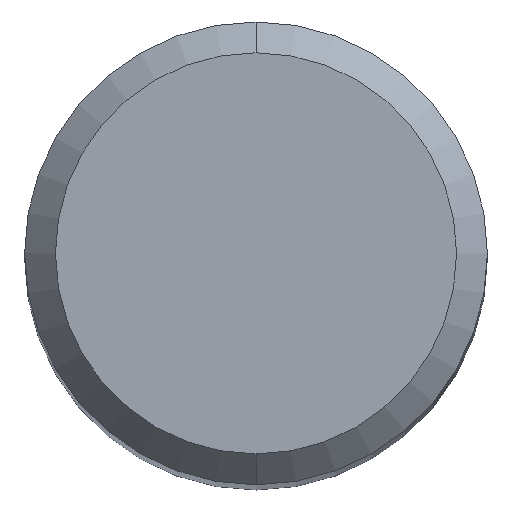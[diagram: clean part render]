
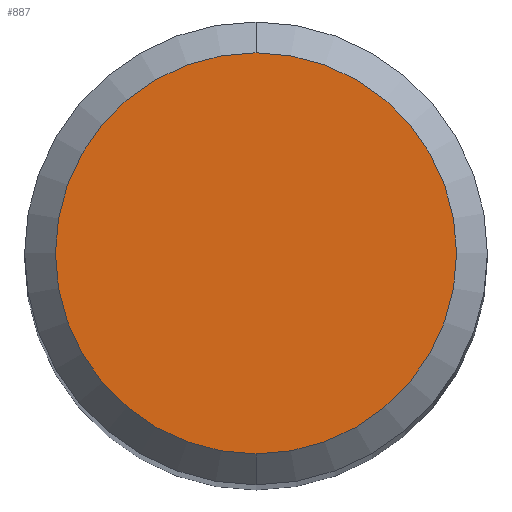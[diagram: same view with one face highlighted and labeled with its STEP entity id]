
A CAD part, top view. The second image highlights one B-rep face of the part: STEP entity #887.
In plain terms, the highlighted planar face has unit normal (0, 0, 1).
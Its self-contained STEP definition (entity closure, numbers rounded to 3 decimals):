
#523=VERTEX_POINT('',#1272);
#719=EDGE_CURVE('',#1081,#523,#1486,.T.);
#887=ADVANCED_FACE('',(#1670),#1671,.T.);
#1035=EDGE_CURVE('',#523,#1081,#1832,.T.);
#1081=VERTEX_POINT('',#1882);
#1272=CARTESIAN_POINT('',(0.,-2.6,0.0));
#1486=CIRCLE('',#4248,2.6);
#1670=FACE_OUTER_BOUND('',#4914,.T.);
#1671=PLANE('',#4915);
#1832=CIRCLE('',#5769,2.6);
#1882=CARTESIAN_POINT('',(0.0,2.6,0.0));
#4248=AXIS2_PLACEMENT_3D('',#6485,#6486,#6487);
#4914=EDGE_LOOP('',(#6693,#6694));
#4915=AXIS2_PLACEMENT_3D('',#6695,#6696,#6697);
#5769=AXIS2_PLACEMENT_3D('',#6870,#6871,#6872);
#6485=CARTESIAN_POINT('',(0.0,0.0,0.0));
#6486=DIRECTION('',(0.0,0.0,-1.0));
#6487=DIRECTION('',(0.0,1.0,0.0));
#6693=ORIENTED_EDGE('',*,*,#719,.F.);
#6694=ORIENTED_EDGE('',*,*,#1035,.F.);
#6695=CARTESIAN_POINT('',(0.0,1.3,0.0));
#6696=DIRECTION('',(-0.0,0.0,1.0));
#6697=DIRECTION('',(0.0,-1.0,0.0));
#6870=CARTESIAN_POINT('',(0.0,0.0,0.0));
#6871=DIRECTION('',(0.0,0.0,-1.0));
#6872=DIRECTION('',(0.0,1.0,0.0));
